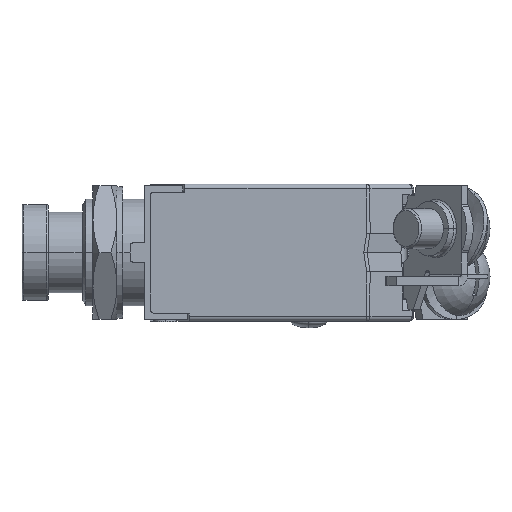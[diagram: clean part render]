
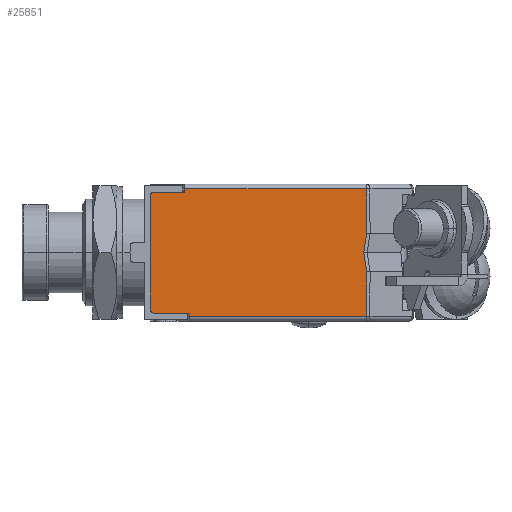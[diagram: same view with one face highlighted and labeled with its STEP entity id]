
A CAD part, left-side view. The second image highlights one B-rep face of the part: STEP entity #25851.
In plain terms, the highlighted planar face has unit normal (-1, 0, 0).
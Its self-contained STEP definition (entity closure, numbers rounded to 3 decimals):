
#49=DIRECTION('',(0.,-0.147,0.989));
#50=VECTOR('',#49,2.048);
#51=CARTESIAN_POINT('',(-9.825,3.262,0.));
#52=LINE('',#51,#50);
#57=CARTESIAN_POINT('',(-9.825,3.262,0.));
#72=DIRECTION('',(0.,0.147,0.989));
#73=VECTOR('',#72,2.048);
#74=CARTESIAN_POINT('',(-9.825,2.961,-2.026));
#75=LINE('',#74,#73);
#76=DIRECTION('',(0.,0.,-1.));
#77=VECTOR('',#76,4.654);
#78=CARTESIAN_POINT('',(-9.825,2.961,-2.026));
#79=LINE('',#78,#77);
#100=DIRECTION('',(0.,-1.,0.));
#101=VECTOR('',#100,3.2);
#102=CARTESIAN_POINT('',(-9.825,25.3,6.3));
#103=LINE('',#102,#101);
#104=DIRECTION('',(0.,0.,-1.));
#105=VECTOR('',#104,0.25);
#106=CARTESIAN_POINT('',(-9.825,22.,6.65));
#107=LINE('',#106,#105);
#108=DIRECTION('',(0.,0.,1.));
#109=VECTOR('',#108,0.25);
#110=CARTESIAN_POINT('',(-9.825,21.5,-6.68));
#111=LINE('',#110,#109);
#112=DIRECTION('',(0.,-1.,0.));
#113=VECTOR('',#112,3.7);
#114=CARTESIAN_POINT('',(-9.825,25.3,-6.33));
#115=LINE('',#114,#113);
#120=DIRECTION('',(0.,0.,-1.));
#121=VECTOR('',#120,12.03);
#122=CARTESIAN_POINT('',(-9.825,25.6,6.));
#123=LINE('',#122,#121);
#158=DIRECTION('',(0.,-0.707,-0.707));
#159=VECTOR('',#158,0.424);
#160=CARTESIAN_POINT('',(-9.825,25.6,-6.03));
#161=LINE('',#160,#159);
#208=CARTESIAN_POINT('',(-9.825,21.6,-6.43));
#209=DIRECTION('',(1.,0.,0.));
#210=DIRECTION('',(0.,0.,1.));
#211=AXIS2_PLACEMENT_3D('',#208,#209,#210);
#213=DIRECTION('',(0.,1.,0.));
#214=VECTOR('',#213,18.539);
#215=CARTESIAN_POINT('',(-9.825,2.961,-6.68));
#216=LINE('',#215,#214);
#3216=DIRECTION('',(0.,0.,1.));
#3217=VECTOR('',#3216,4.624);
#3218=CARTESIAN_POINT('',(-9.825,2.961,2.026));
#3219=LINE('',#3218,#3217);
#3346=DIRECTION('',(0.,-1.,0.));
#3347=VECTOR('',#3346,19.039);
#3348=CARTESIAN_POINT('',(-9.825,22.,6.65));
#3349=LINE('',#3348,#3347);
#3367=CARTESIAN_POINT('',(-9.825,22.1,6.4));
#3368=DIRECTION('',(1.,0.,0.));
#3369=DIRECTION('',(0.,-1.,0.));
#3370=AXIS2_PLACEMENT_3D('',#3367,#3368,#3369);
#10754=DIRECTION('',(0.,-0.707,0.707));
#10755=VECTOR('',#10754,0.424);
#10756=CARTESIAN_POINT('',(-9.825,25.6,6.));
#10757=LINE('',#10756,#10755);
#20952=CARTESIAN_POINT('',(-9.825,25.6,-6.03));
#20953=CARTESIAN_POINT('',(-9.825,25.3,-6.33));
#20954=VERTEX_POINT('',#20952);
#20955=VERTEX_POINT('',#20953);
#21113=CARTESIAN_POINT('',(-9.825,21.5,-6.43));
#21115=VERTEX_POINT('',#21113);
#21117=CARTESIAN_POINT('',(-9.825,21.6,-6.33));
#21119=VERTEX_POINT('',#21117);
#21191=CARTESIAN_POINT('',(-9.825,2.961,-6.68));
#21192=CARTESIAN_POINT('',(-9.825,21.5,-6.68));
#21193=VERTEX_POINT('',#21191);
#21194=VERTEX_POINT('',#21192);
#21199=CARTESIAN_POINT('',(-9.825,2.961,-2.026));
#21200=VERTEX_POINT('',#21199);
#21802=CARTESIAN_POINT('',(-9.825,25.6,6.));
#21803=CARTESIAN_POINT('',(-9.825,25.3,6.3));
#21804=VERTEX_POINT('',#21802);
#21805=VERTEX_POINT('',#21803);
#21961=CARTESIAN_POINT('',(-9.825,22.1,6.3));
#21963=VERTEX_POINT('',#21961);
#21965=CARTESIAN_POINT('',(-9.825,22.,6.4));
#21967=VERTEX_POINT('',#21965);
#22021=CARTESIAN_POINT('',(-9.825,2.961,2.026));
#22022=CARTESIAN_POINT('',(-9.825,2.961,6.65));
#22023=VERTEX_POINT('',#22021);
#22024=VERTEX_POINT('',#22022);
#22033=CARTESIAN_POINT('',(-9.825,22.,6.65));
#22034=VERTEX_POINT('',#22033);
#24310=VERTEX_POINT('',#57);
#25817=CARTESIAN_POINT('',(-9.825,25.6,0.));
#25818=DIRECTION('',(-1.,0.,0.));
#25819=DIRECTION('',(0.,-1.,0.));
#25820=AXIS2_PLACEMENT_3D('',#25817,#25818,#25819);
#25821=PLANE('',#25820);
#25823=ORIENTED_EDGE('',*,*,#25822,.F.);
#25825=ORIENTED_EDGE('',*,*,#25824,.T.);
#25827=ORIENTED_EDGE('',*,*,#25826,.T.);
#25829=ORIENTED_EDGE('',*,*,#25828,.F.);
#25831=ORIENTED_EDGE('',*,*,#25830,.F.);
#25833=ORIENTED_EDGE('',*,*,#25832,.T.);
#25835=ORIENTED_EDGE('',*,*,#25834,.F.);
#25836=ORIENTED_EDGE('',*,*,#25780,.F.);
#25837=ORIENTED_EDGE('',*,*,#25797,.F.);
#25838=ORIENTED_EDGE('',*,*,#25807,.T.);
#25840=ORIENTED_EDGE('',*,*,#25839,.T.);
#25842=ORIENTED_EDGE('',*,*,#25841,.T.);
#25844=ORIENTED_EDGE('',*,*,#25843,.F.);
#25846=ORIENTED_EDGE('',*,*,#25845,.F.);
#25848=ORIENTED_EDGE('',*,*,#25847,.F.);
#25849=EDGE_LOOP('',(#25823,#25825,#25827,#25829,#25831,#25833,#25835,#25836,
#25837,#25838,#25840,#25842,#25844,#25846,#25848));
#25850=FACE_OUTER_BOUND('',#25849,.F.);
#212=CIRCLE('',#211,0.1);
#3371=CIRCLE('',#3370,0.1);
#25780=EDGE_CURVE('',#24310,#22023,#52,.T.);
#25797=EDGE_CURVE('',#21200,#24310,#75,.T.);
#25807=EDGE_CURVE('',#21200,#21193,#79,.T.);
#25822=EDGE_CURVE('',#21804,#20954,#123,.T.);
#25824=EDGE_CURVE('',#21804,#21805,#10757,.T.);
#25826=EDGE_CURVE('',#21805,#21963,#103,.T.);
#25828=EDGE_CURVE('',#21967,#21963,#3371,.T.);
#25830=EDGE_CURVE('',#22034,#21967,#107,.T.);
#25832=EDGE_CURVE('',#22034,#22024,#3349,.T.);
#25834=EDGE_CURVE('',#22023,#22024,#3219,.T.);
#25839=EDGE_CURVE('',#21193,#21194,#216,.T.);
#25841=EDGE_CURVE('',#21194,#21115,#111,.T.);
#25843=EDGE_CURVE('',#21119,#21115,#212,.T.);
#25845=EDGE_CURVE('',#20955,#21119,#115,.T.);
#25847=EDGE_CURVE('',#20954,#20955,#161,.T.);
#25851=ADVANCED_FACE('',(#25850),#25821,.T.);
